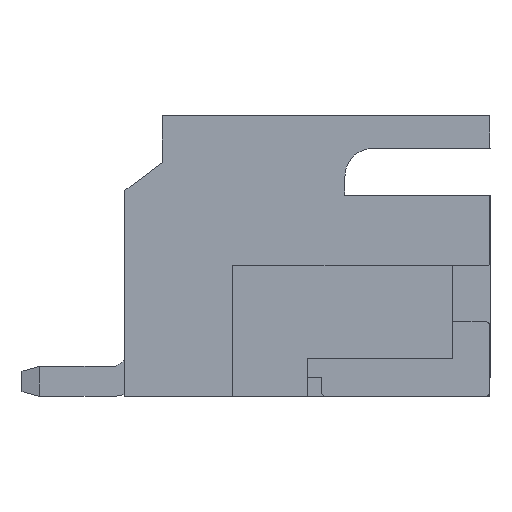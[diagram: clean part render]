
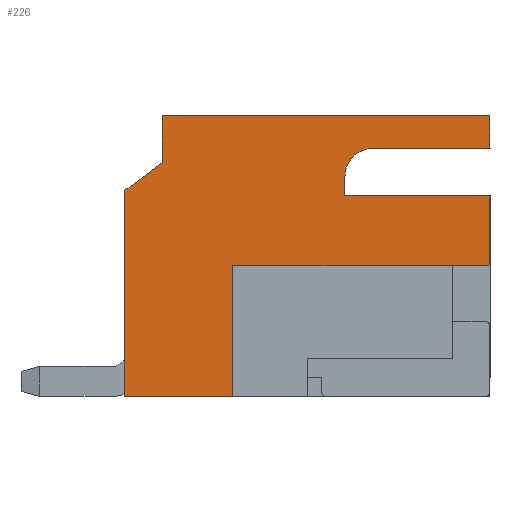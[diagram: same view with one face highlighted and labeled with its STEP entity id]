
A CAD part, left-side view. The second image highlights one B-rep face of the part: STEP entity #226.
In plain terms, the highlighted planar face has unit normal (-1, 0, 0).
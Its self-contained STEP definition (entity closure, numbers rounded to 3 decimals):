
#226=ADVANCED_FACE('',(#3189),#3191,.T.);
#3189=FACE_BOUND('',#3190,.T.);
#3190=EDGE_LOOP('',(#5529,#5530,#5531,#5532,#5533,#5534,#5535,#5536,#5537,#5538,
#5539,#5540,#5541));
#3191=PLANE('',#3192);
#3192=AXIS2_PLACEMENT_3D('',#3193,#3194,#3195);
#3193=CARTESIAN_POINT('',(-2.5,0.,0.));
#3194=DIRECTION('',(-1.,0.,0.));
#3195=DIRECTION('',(0.,0.,1.));
#5529=ORIENTED_EDGE('',*,*,#7277,.T.);
#5530=ORIENTED_EDGE('',*,*,#7278,.T.);
#5531=ORIENTED_EDGE('',*,*,#7232,.T.);
#5532=ORIENTED_EDGE('',*,*,#7276,.T.);
#5533=ORIENTED_EDGE('',*,*,#7255,.T.);
#5534=ORIENTED_EDGE('',*,*,#7279,.T.);
#5535=ORIENTED_EDGE('',*,*,#7280,.T.);
#5536=ORIENTED_EDGE('',*,*,#7281,.T.);
#5537=ORIENTED_EDGE('',*,*,#7282,.T.);
#5538=ORIENTED_EDGE('',*,*,#7283,.F.);
#5539=ORIENTED_EDGE('',*,*,#7284,.F.);
#5540=ORIENTED_EDGE('',*,*,#7285,.T.);
#5541=ORIENTED_EDGE('',*,*,#7286,.T.);
#7232=EDGE_CURVE('',#8140,#8138,#8141,.F.);
#7255=EDGE_CURVE('',#8183,#8181,#8184,.T.);
#7276=EDGE_CURVE('',#8138,#8183,#8212,.T.);
#7277=EDGE_CURVE('',#8213,#8214,#8215,.F.);
#7278=EDGE_CURVE('',#8214,#8140,#8216,.F.);
#7279=EDGE_CURVE('',#8181,#8217,#8218,.T.);
#7280=EDGE_CURVE('',#8217,#8219,#8220,.T.);
#7281=EDGE_CURVE('',#8219,#8221,#8222,.T.);
#7282=EDGE_CURVE('',#8221,#8223,#8224,.T.);
#7283=EDGE_CURVE('',#8225,#8223,#8226,.T.);
#7284=EDGE_CURVE('',#8227,#8225,#8228,.T.);
#7285=EDGE_CURVE('',#8227,#8229,#8230,.T.);
#7286=EDGE_CURVE('',#8229,#8213,#8231,.F.);
#8138=VERTEX_POINT('',#9611);
#8140=VERTEX_POINT('',#9615);
#8141=LINE('',#9616,#9617);
#8181=VERTEX_POINT('',#9701);
#8183=VERTEX_POINT('',#9705);
#8184=LINE('',#9706,#9707);
#8212=LINE('',#9777,#9778);
#8213=VERTEX_POINT('',#9780);
#8214=VERTEX_POINT('',#9781);
#8215=LINE('',#9782,#9783);
#8216=CIRCLE('',#9785,0.6);
#8217=VERTEX_POINT('',#9789);
#8218=LINE('',#9790,#9791);
#8219=VERTEX_POINT('',#9793);
#8220=LINE('',#9794,#9795);
#8221=VERTEX_POINT('',#9797);
#8222=LINE('',#9798,#9799);
#8223=VERTEX_POINT('',#9801);
#8224=LINE('',#9802,#9803);
#8225=VERTEX_POINT('',#9805);
#8226=LINE('',#9806,#9807);
#8227=VERTEX_POINT('',#9809);
#8228=LINE('',#9810,#9811);
#8229=VERTEX_POINT('',#9813);
#8230=LINE('',#9814,#9815);
#8231=LINE('',#9817,#9818);
#9611=CARTESIAN_POINT('',(-2.5,-7.,5.3));
#9615=CARTESIAN_POINT('',(-2.5,-4.5,5.3));
#9616=CARTESIAN_POINT('',(-2.5,-7.,5.3));
#9617=VECTOR('',#9618,1.);
#9618=DIRECTION('',(0.,1.,0.));
#9701=CARTESIAN_POINT('',(-2.5,0.,6.));
#9705=CARTESIAN_POINT('',(-2.5,-7.,6.));
#9706=CARTESIAN_POINT('',(-2.5,-7.,6.));
#9707=VECTOR('',#9708,1.);
#9708=DIRECTION('',(0.,1.,0.));
#9777=CARTESIAN_POINT('',(-2.5,-7.,5.3));
#9778=VECTOR('',#9779,1.);
#9779=DIRECTION('',(0.,0.,1.));
#9780=CARTESIAN_POINT('',(-2.5,-3.9,4.3));
#9781=CARTESIAN_POINT('',(-2.5,-3.9,4.7));
#9782=CARTESIAN_POINT('',(-2.5,-3.9,4.7));
#9783=VECTOR('',#9784,1.);
#9784=DIRECTION('',(0.,0.,-1.));
#9785=AXIS2_PLACEMENT_3D('',#9786,#9787,#9788);
#9786=CARTESIAN_POINT('',(-2.5,-4.5,4.7));
#9787=DIRECTION('',(-1.,0.,0.));
#9788=DIRECTION('',(0.,0.,1.));
#9789=CARTESIAN_POINT('',(-2.5,0.,5.));
#9790=CARTESIAN_POINT('',(-2.5,0.,6.));
#9791=VECTOR('',#9792,1.);
#9792=DIRECTION('',(0.,0.,-1.));
#9793=CARTESIAN_POINT('',(-2.5,0.8,4.4));
#9794=CARTESIAN_POINT('',(-2.5,0.,5.));
#9795=VECTOR('',#9796,1.);
#9796=DIRECTION('',(0.,0.8,-0.6));
#9797=CARTESIAN_POINT('',(-2.5,0.8,0.));
#9798=CARTESIAN_POINT('',(-2.5,0.8,4.4));
#9799=VECTOR('',#9800,1.);
#9800=DIRECTION('',(0.,0.,-1.));
#9801=CARTESIAN_POINT('',(-2.5,-1.5,0.));
#9802=CARTESIAN_POINT('',(-2.5,0.8,0.));
#9803=VECTOR('',#9804,1.);
#9804=DIRECTION('',(0.,-1.,0.));
#9805=CARTESIAN_POINT('',(-2.5,-1.5,2.8));
#9806=CARTESIAN_POINT('',(-2.5,-1.5,2.8));
#9807=VECTOR('',#9808,1.);
#9808=DIRECTION('',(0.,0.,-1.));
#9809=CARTESIAN_POINT('',(-2.5,-7.,2.8));
#9810=CARTESIAN_POINT('',(-2.5,-7.,2.8));
#9811=VECTOR('',#9812,1.);
#9812=DIRECTION('',(0.,1.,0.));
#9813=CARTESIAN_POINT('',(-2.5,-7.,4.3));
#9814=CARTESIAN_POINT('',(-2.5,-7.,2.8));
#9815=VECTOR('',#9816,1.);
#9816=DIRECTION('',(0.,0.,1.));
#9817=CARTESIAN_POINT('',(-2.5,-3.9,4.3));
#9818=VECTOR('',#9819,1.);
#9819=DIRECTION('',(0.,-1.,0.));
